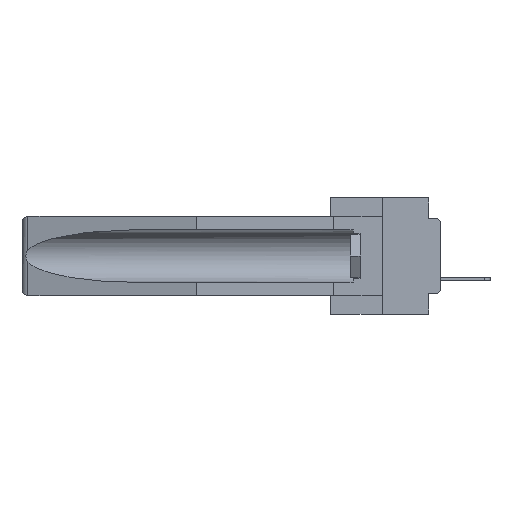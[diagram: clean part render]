
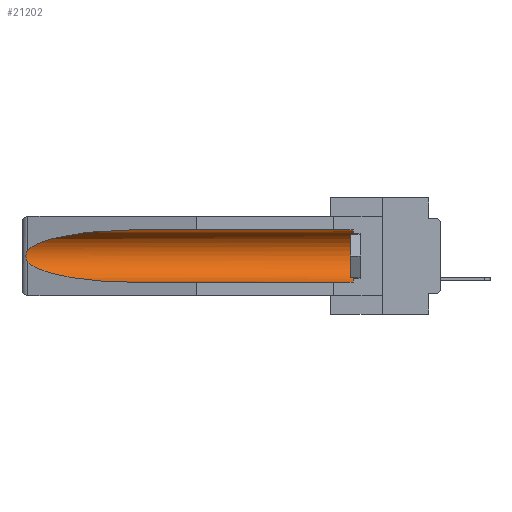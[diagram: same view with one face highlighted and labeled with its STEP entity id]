
A CAD part, left-side view. The second image highlights one B-rep face of the part: STEP entity #21202.
In plain terms, the highlighted cylindrical face has radius 2.857 mm (diameter 5.715 mm), a partial arc.
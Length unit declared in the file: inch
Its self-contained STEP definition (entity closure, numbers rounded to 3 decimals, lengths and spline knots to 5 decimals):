
#403 = DIRECTION ( 'NONE',  ( 0., 0., 1. ) ) ;
#522 = AXIS2_PLACEMENT_3D ( 'NONE', #5605, #12576, #403 ) ;
#1059 = CARTESIAN_POINT ( 'NONE',  ( 0.26537, 1.52718, -0.14972 ) ) ;
#1118 = DIRECTION ( 'NONE',  ( 0., 0., 1. ) ) ;
#1258 = EDGE_CURVE ( 'NONE', #20659, #24212, #26608, .T. ) ;
#1464 = CARTESIAN_POINT ( 'NONE',  ( 0.155, 1.07973, -0.059 ) ) ;
#3467 = DIRECTION ( 'NONE',  ( 0., 1., 0. ) ) ;
#3701 = CARTESIAN_POINT ( 'NONE',  ( 0.155, 1.07973, -0.284 ) ) ;
#3819 = CARTESIAN_POINT ( 'NONE',  ( 0.26537, 1.52718, -0.14972 ) ) ;
#3859 = CARTESIAN_POINT ( 'NONE',  ( 0.26537, 1.52718, -0.14972 ) ) ;
#4350 = CARTESIAN_POINT ( 'NONE',  ( 0.155, 1.07973, -0.284 ) ) ;
#4497 = CARTESIAN_POINT ( 'NONE',  ( 0.26597, 1.5296, -0.19026 ) ) ;
#5301 = ORIENTED_EDGE ( 'NONE', *, *, #1258, .T. ) ;
#5567 = AXIS2_PLACEMENT_3D ( 'NONE', #8691, #3467, #1118 ) ;
#5605 = CARTESIAN_POINT ( 'NONE',  ( 0.155, 0.126, -0.1715 ) ) ;
#6161 = CIRCLE ( 'NONE', #522, 0.1125 ) ;
#6253 = CARTESIAN_POINT ( 'NONE',  ( 0.26597, 1.52961, -0.15275 ) ) ;
#6306 = EDGE_CURVE ( 'NONE', #20615, #8477, #15442, .T. ) ;
#6753 = CARTESIAN_POINT ( 'NONE',  ( 0.155, -0.30754, -0.284 ) ) ;
#7077 = CARTESIAN_POINT ( 'NONE',  ( 0.2675, 1.53308, -0.17534 ) ) ;
#8396 = EDGE_CURVE ( 'NONE', #30967, #8477, #8931, .T. ) ;
#8477 = VERTEX_POINT ( 'NONE', #4350 ) ;
#8585 = CARTESIAN_POINT ( 'NONE',  ( 0.155, -0.30754, -0.059 ) ) ;
#8691 = CARTESIAN_POINT ( 'NONE',  ( 0.155, -0.30754, -0.1715 ) ) ;
#8699 = CARTESIAN_POINT ( 'NONE',  ( 0.21114, 1.30732, -0.284 ) ) ;
#8931 = LINE ( 'NONE', #6753, #10787 ) ;
#9160 = CARTESIAN_POINT ( 'NONE',  ( 0.26537, 1.52718, -0.19328 ) ) ;
#10363 = EDGE_CURVE ( 'NONE', #30967, #25037, #6161, .T. ) ;
#10787 = VECTOR ( 'NONE', #30519, 39.37008 ) ;
#12576 = DIRECTION ( 'NONE',  ( 0., -1., 0. ) ) ;
#13269 = CARTESIAN_POINT ( 'NONE',  ( 0.25451, 1.48313, -0.24835 ) ) ;
#13919 = EDGE_LOOP ( 'NONE', ( #5301, #16133, #19131, #21415, #16316, #23136 ) ) ;
#13949 = CARTESIAN_POINT ( 'NONE',  ( 0.2673, 1.5327, -0.16383 ) ) ;
#14048 = CARTESIAN_POINT ( 'NONE',  ( 0.2675, 1.53308, -0.16763 ) ) ;
#15442 =( BOUNDED_CURVE ( )  B_SPLINE_CURVE ( 3, ( #17996, #13269, #8699, #3701 ),
 .UNSPECIFIED., .F., .F. ) 
 B_SPLINE_CURVE_WITH_KNOTS ( ( 4, 4 ),
 ( 0.1948, 1.5708 ),
 .UNSPECIFIED. ) 
 CURVE ( )  GEOMETRIC_REPRESENTATION_ITEM ( )  RATIONAL_B_SPLINE_CURVE ( ( 1., 0.848, 0.848, 1. ) ) 
 REPRESENTATION_ITEM ( '' )  );
#16133 = ORIENTED_EDGE ( 'NONE', *, *, #21646, .T. ) ;
#16142 = CARTESIAN_POINT ( 'NONE',  ( 0.25451, 1.48313, -0.09465 ) ) ;
#16316 = ORIENTED_EDGE ( 'NONE', *, *, #10363, .T. ) ;
#17359 = VECTOR ( 'NONE', #27542, 39.37008 ) ;
#17996 = CARTESIAN_POINT ( 'NONE',  ( 0.26537, 1.52718, -0.19328 ) ) ;
#18219 = CARTESIAN_POINT ( 'NONE',  ( 0.21114, 1.30732, -0.059 ) ) ;
#18770 = CARTESIAN_POINT ( 'NONE',  ( 0.2673, 1.53269, -0.17917 ) ) ;
#19131 = ORIENTED_EDGE ( 'NONE', *, *, #6306, .T. ) ;
#19696 = EDGE_CURVE ( 'NONE', #25037, #20659, #25278, .T. ) ;
#20615 = VERTEX_POINT ( 'NONE', #22602 ) ;
#20659 = VERTEX_POINT ( 'NONE', #29710 ) ;
#21174 = CARTESIAN_POINT ( 'NONE',  ( 0.26654, 1.53092, -0.15636 ) ) ;
#21202 = ADVANCED_FACE ( 'NONE', ( #25410 ), #23870, .F. ) ;
#21415 = ORIENTED_EDGE ( 'NONE', *, *, #8396, .F. ) ;
#21646 = EDGE_CURVE ( 'NONE', #24212, #20615, #22915, .T. ) ;
#22602 = CARTESIAN_POINT ( 'NONE',  ( 0.26537, 1.52718, -0.19328 ) ) ;
#22660 = CARTESIAN_POINT ( 'NONE',  ( 0.155, 0.126, -0.284 ) ) ;
#22915 = B_SPLINE_CURVE_WITH_KNOTS ( 'NONE', 3,
 ( #3859, #6253, #21174, #13949, #14048, #7077, #18770, #30959, #4497, #9160 ),
 .UNSPECIFIED., .F., .F.,
 ( 4, 2, 2, 2, 4 ),
 ( 0., 0.00029, 0.00058, 0.00087, 0.00117 ),
 .UNSPECIFIED. ) ;
#23136 = ORIENTED_EDGE ( 'NONE', *, *, #19696, .T. ) ;
#23870 = CYLINDRICAL_SURFACE ( 'NONE', #5567, 0.1125 ) ;
#24212 = VERTEX_POINT ( 'NONE', #1059 ) ;
#25037 = VERTEX_POINT ( 'NONE', #27166 ) ;
#25278 = LINE ( 'NONE', #8585, #17359 ) ;
#25410 = FACE_OUTER_BOUND ( 'NONE', #13919, .T. ) ;
#26608 =( BOUNDED_CURVE ( )  B_SPLINE_CURVE ( 3, ( #1464, #18219, #16142, #3819 ),
 .UNSPECIFIED., .F., .F. ) 
 B_SPLINE_CURVE_WITH_KNOTS ( ( 4, 4 ),
 ( 4.71239, 6.08839 ),
 .UNSPECIFIED. ) 
 CURVE ( )  GEOMETRIC_REPRESENTATION_ITEM ( )  RATIONAL_B_SPLINE_CURVE ( ( 1., 0.848, 0.848, 1. ) ) 
 REPRESENTATION_ITEM ( '' )  );
#27166 = CARTESIAN_POINT ( 'NONE',  ( 0.155, 0.126, -0.059 ) ) ;
#27542 = DIRECTION ( 'NONE',  ( 0., 1., 0. ) ) ;
#29710 = CARTESIAN_POINT ( 'NONE',  ( 0.155, 1.07973, -0.059 ) ) ;
#30519 = DIRECTION ( 'NONE',  ( 0., 1., 0. ) ) ;
#30959 = CARTESIAN_POINT ( 'NONE',  ( 0.26655, 1.53094, -0.18657 ) ) ;
#30967 = VERTEX_POINT ( 'NONE', #22660 ) ;
